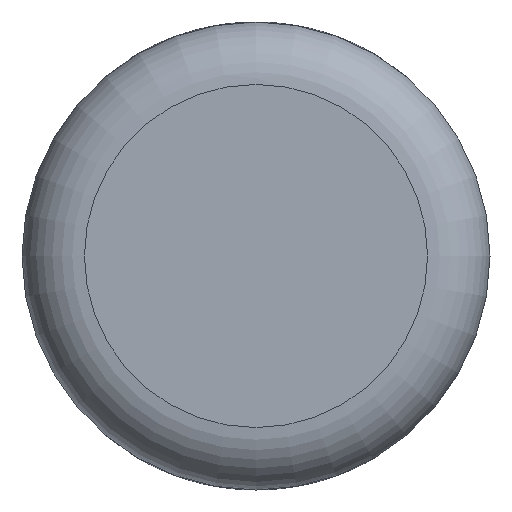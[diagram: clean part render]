
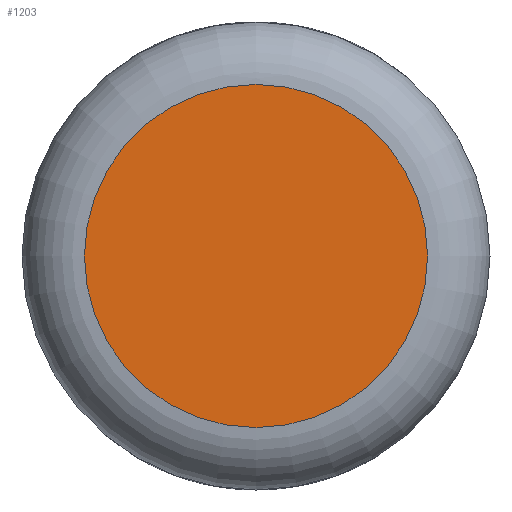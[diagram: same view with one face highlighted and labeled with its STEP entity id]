
A CAD part, left-side view. The second image highlights one B-rep face of the part: STEP entity #1203.
In plain terms, the highlighted planar face has unit normal (-1, 0, 0).
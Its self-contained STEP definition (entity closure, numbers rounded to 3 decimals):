
#40 = DIRECTION ( 'NONE',  ( 0., 0., 1. ) ) ;
#1017 = CARTESIAN_POINT ( 'NONE',  ( 0., 0., 0. ) ) ;
#1203 = ADVANCED_FACE ( 'NONE', ( #5349 ), #1562, .F. ) ;
#1562 = PLANE ( 'NONE',  #2885 ) ;
#1973 = EDGE_LOOP ( 'NONE', ( #6490 ) ) ;
#2720 = EDGE_CURVE ( 'NONE', #6212, #6212, #6687, .T. ) ;
#2885 = AXIS2_PLACEMENT_3D ( 'NONE', #1017, #4196, #3528 ) ;
#3098 = CARTESIAN_POINT ( 'NONE',  ( 0., 0., 5.5 ) ) ;
#3528 = DIRECTION ( 'NONE',  ( 0., 0., -1. ) ) ;
#4196 = DIRECTION ( 'NONE',  ( 1., 0., 0. ) ) ;
#5349 = FACE_OUTER_BOUND ( 'NONE', #1973, .T. ) ;
#5677 = CARTESIAN_POINT ( 'NONE',  ( 0., 0., 0. ) ) ;
#6212 = VERTEX_POINT ( 'NONE', #3098 ) ;
#6490 = ORIENTED_EDGE ( 'NONE', *, *, #2720, .T. ) ;
#6687 = CIRCLE ( 'NONE', #7739, 5.5 ) ;
#7064 = DIRECTION ( 'NONE',  ( -1., 0., 0. ) ) ;
#7739 = AXIS2_PLACEMENT_3D ( 'NONE', #5677, #7064, #40 ) ;
